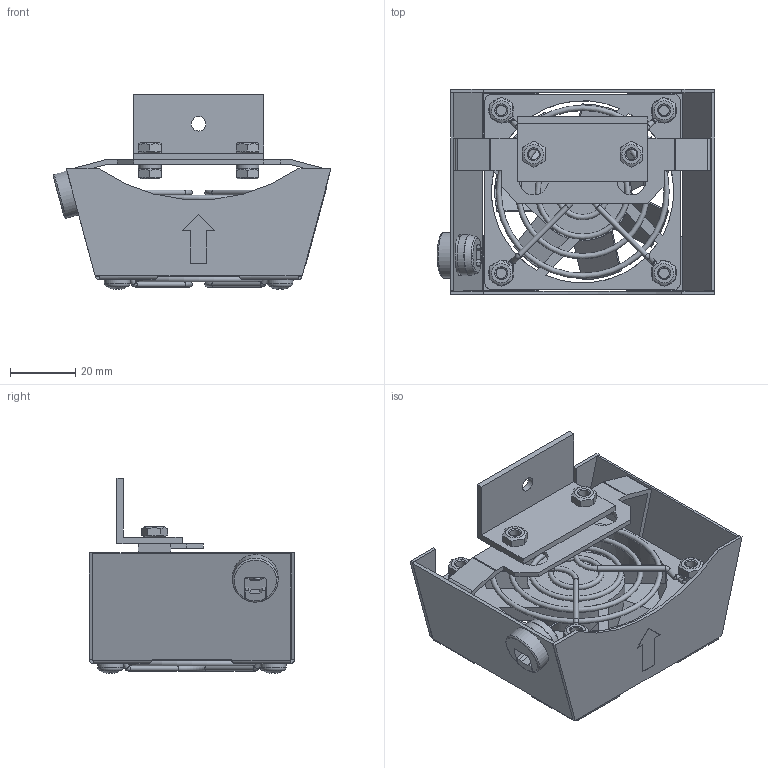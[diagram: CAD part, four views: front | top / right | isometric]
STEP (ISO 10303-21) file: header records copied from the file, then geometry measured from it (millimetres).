
FILE_DESCRIPTION((''),'2;1');
FILE_NAME('PM902257.stp','2009-07-30T08:19:30',('MARXMANKEL'),(''),'Autodesk Inventor 2009','Autodesk Inventor 2009','');
FILE_SCHEMA(('AUTOMOTIVE_DESIGN { 1 0 10303 214 1 1 1 1 }'));
Length unit declared in the file: millimetre
Products named in the file (1): PM902257
Bounding box: 85.3 x 63.1 x 59.91 mm (x, y, z)
Surface area: 50059.8 mm2 (no closed solid volume)
Topology: 0 solids, 1 shells, 632 faces, 1658 edges, 1033 vertices
Faces by surface type: plane 331, cylinder 127, cone 82, torus 75, bspline 13, sphere 4
Full cylindrical faces by diameter (mm): 1.6 x32, 3.621 x4, 4 x4, 4.5 x6, 11.5 x1, 30 x1, 56 x1
Entity records: 20311 total; most frequent: CARTESIAN_POINT 4461, DIRECTION 3212, ORIENTED_EDGE 3114, EDGE_CURVE 1557, AXIS2_PLACEMENT_3D 1243, VERTEX_POINT 988, EDGE_LOOP 819, VECTOR 726
